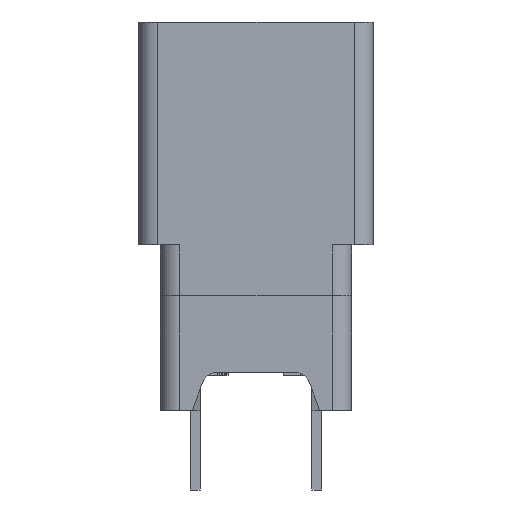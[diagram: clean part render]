
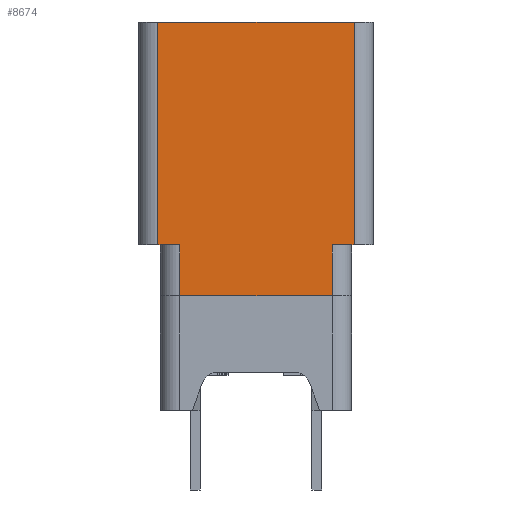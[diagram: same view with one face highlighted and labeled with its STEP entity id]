
A CAD part, left-side view. The second image highlights one B-rep face of the part: STEP entity #8674.
In plain terms, the highlighted planar face has unit normal (-1, 0, 0).
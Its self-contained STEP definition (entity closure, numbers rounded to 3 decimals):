
#3=DIRECTION('',(0.,0.,-1.));
#4=VECTOR('',#3,2.032);
#5=CARTESIAN_POINT('',(-38.862,-3.048,-8.89));
#6=LINE('',#5,#4);
#7=DIRECTION('',(0.,0.,-1.));
#8=VECTOR('',#7,2.032);
#9=CARTESIAN_POINT('',(-38.862,3.048,-8.89));
#10=LINE('',#9,#8);
#11=DIRECTION('',(0.,0.,-1.));
#12=VECTOR('',#11,8.89);
#13=CARTESIAN_POINT('',(-38.862,3.912,0.));
#14=LINE('',#13,#12);
#15=DIRECTION('',(0.,-1.,0.));
#16=VECTOR('',#15,7.823);
#17=CARTESIAN_POINT('',(-38.862,3.912,0.));
#18=LINE('',#17,#16);
#19=DIRECTION('',(0.,0.,1.));
#20=VECTOR('',#19,8.89);
#21=CARTESIAN_POINT('',(-38.862,-3.912,-8.89));
#22=LINE('',#21,#20);
#37=DIRECTION('',(0.,-1.,0.));
#38=VECTOR('',#37,0.864);
#39=CARTESIAN_POINT('',(-38.862,3.912,-8.89));
#40=LINE('',#39,#38);
#41=DIRECTION('',(0.,-1.,0.));
#42=VECTOR('',#41,0.864);
#43=CARTESIAN_POINT('',(-38.862,-3.048,-8.89));
#44=LINE('',#43,#42);
#101=DIRECTION('',(0.,1.,0.));
#102=VECTOR('',#101,6.096);
#103=CARTESIAN_POINT('',(-38.862,-3.048,-10.922));
#104=LINE('',#103,#102);
#7275=CARTESIAN_POINT('',(-38.862,-3.912,0.));
#7277=VERTEX_POINT('',#7275);
#7281=CARTESIAN_POINT('',(-38.862,-3.912,-8.89));
#7282=VERTEX_POINT('',#7281);
#7283=CARTESIAN_POINT('',(-38.862,3.912,-8.89));
#7285=VERTEX_POINT('',#7283);
#7289=CARTESIAN_POINT('',(-38.862,3.912,0.));
#7290=VERTEX_POINT('',#7289);
#7311=CARTESIAN_POINT('',(-38.862,-3.048,-10.922));
#7312=CARTESIAN_POINT('',(-38.862,3.048,-10.922));
#7313=VERTEX_POINT('',#7311);
#7314=VERTEX_POINT('',#7312);
#7324=CARTESIAN_POINT('',(-38.862,3.048,-8.89));
#7326=VERTEX_POINT('',#7324);
#7327=CARTESIAN_POINT('',(-38.862,-3.048,-8.89));
#7329=VERTEX_POINT('',#7327);
#8651=CARTESIAN_POINT('',(-38.862,0.,0.));
#8652=DIRECTION('',(1.,0.,0.));
#8653=DIRECTION('',(0.,-1.,0.));
#8654=AXIS2_PLACEMENT_3D('',#8651,#8652,#8653);
#8655=PLANE('',#8654);
#8657=ORIENTED_EDGE('',*,*,#8656,.F.);
#8659=ORIENTED_EDGE('',*,*,#8658,.T.);
#8661=ORIENTED_EDGE('',*,*,#8660,.T.);
#8663=ORIENTED_EDGE('',*,*,#8662,.F.);
#8665=ORIENTED_EDGE('',*,*,#8664,.F.);
#8667=ORIENTED_EDGE('',*,*,#8666,.F.);
#8669=ORIENTED_EDGE('',*,*,#8668,.T.);
#8671=ORIENTED_EDGE('',*,*,#8670,.F.);
#8672=EDGE_LOOP('',(#8657,#8659,#8661,#8663,#8665,#8667,#8669,#8671));
#8673=FACE_OUTER_BOUND('',#8672,.F.);
#8656=EDGE_CURVE('',#7329,#7282,#44,.T.);
#8658=EDGE_CURVE('',#7329,#7313,#6,.T.);
#8660=EDGE_CURVE('',#7313,#7314,#104,.T.);
#8662=EDGE_CURVE('',#7326,#7314,#10,.T.);
#8664=EDGE_CURVE('',#7285,#7326,#40,.T.);
#8666=EDGE_CURVE('',#7290,#7285,#14,.T.);
#8668=EDGE_CURVE('',#7290,#7277,#18,.T.);
#8670=EDGE_CURVE('',#7282,#7277,#22,.T.);
#8674=ADVANCED_FACE('',(#8673),#8655,.F.);
